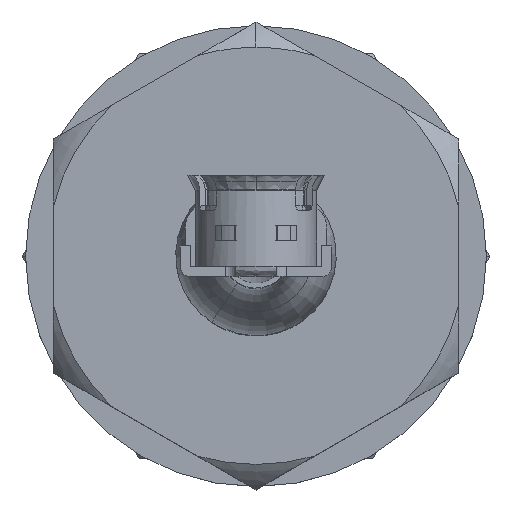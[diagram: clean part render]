
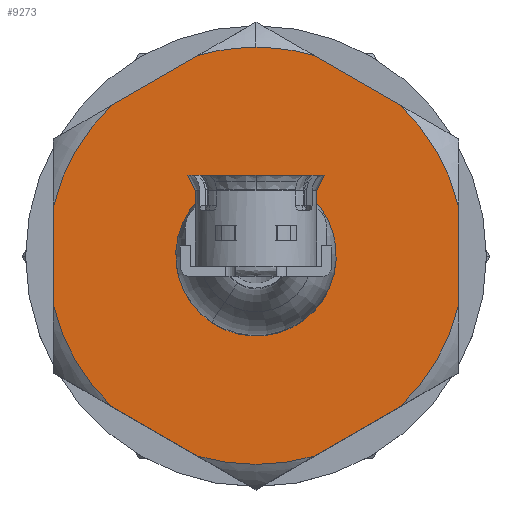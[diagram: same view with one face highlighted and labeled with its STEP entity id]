
A CAD part, top view. The second image highlights one B-rep face of the part: STEP entity #9273.
In plain terms, the highlighted planar face has unit normal (0, 0, 1).
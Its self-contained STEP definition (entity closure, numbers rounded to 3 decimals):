
#305 = VECTOR ( 'NONE', #8892, 1000. ) ;
#489 = AXIS2_PLACEMENT_3D ( 'NONE', #612, #15227, #15169 ) ;
#527 = CIRCLE ( 'NONE', #4778, 4.119 ) ;
#559 = CARTESIAN_POINT ( 'NONE',  ( 1.149, 3.955, 0. ) ) ;
#571 = EDGE_CURVE ( 'NONE', #13153, #4361, #9689, .T. ) ;
#612 = CARTESIAN_POINT ( 'NONE',  ( 0., 0., 0. ) ) ;
#834 = VERTEX_POINT ( 'NONE', #10406 ) ;
#1008 = DIRECTION ( 'NONE',  ( 1., 0., 0. ) ) ;
#1118 = PLANE ( 'NONE',  #15901 ) ;
#1284 = FACE_OUTER_BOUND ( 'NONE', #1922, .T. ) ;
#1350 = VERTEX_POINT ( 'NONE', #4384 ) ;
#1426 = LINE ( 'NONE', #6842, #15075 ) ;
#1661 = CARTESIAN_POINT ( 'NONE',  ( 0., 0., 0. ) ) ;
#1673 = FACE_BOUND ( 'NONE', #5462, .T. ) ;
#1826 = VERTEX_POINT ( 'NONE', #2656 ) ;
#1850 = EDGE_CURVE ( 'NONE', #1350, #8944, #6929, .T. ) ;
#1922 = EDGE_LOOP ( 'NONE', ( #4134, #14624, #6691, #12961, #2463, #7858, #6269, #10799, #6248, #5857, #14763, #11349, #14901 ) ) ;
#1953 = DIRECTION ( 'NONE',  ( 1., 0., 0. ) ) ;
#2008 = AXIS2_PLACEMENT_3D ( 'NONE', #3158, #3210, #1953 ) ;
#2047 = VECTOR ( 'NONE', #2789, 1000. ) ;
#2345 = EDGE_CURVE ( 'NONE', #7461, #4435, #12289, .T. ) ;
#2394 = CIRCLE ( 'NONE', #14105, 4.119 ) ;
#2463 = ORIENTED_EDGE ( 'NONE', *, *, #1850, .T. ) ;
#2543 = VERTEX_POINT ( 'NONE', #3551 ) ;
#2561 = AXIS2_PLACEMENT_3D ( 'NONE', #3831, #12439, #8546 ) ;
#2587 = EDGE_CURVE ( 'NONE', #4986, #6965, #14391, .T. ) ;
#2656 = CARTESIAN_POINT ( 'NONE',  ( -2.851, -2.973, 0. ) ) ;
#2717 = CARTESIAN_POINT ( 'NONE',  ( 4., 0.982, 0. ) ) ;
#2789 = DIRECTION ( 'NONE',  ( 0., 1., 0. ) ) ;
#2824 = EDGE_CURVE ( 'NONE', #11826, #4435, #5709, .T. ) ;
#3155 = VERTEX_POINT ( 'NONE', #7450 ) ;
#3158 = CARTESIAN_POINT ( 'NONE',  ( 0., 0., 0. ) ) ;
#3210 = DIRECTION ( 'NONE',  ( 0., 0., 1. ) ) ;
#3285 = LINE ( 'NONE', #10965, #10247 ) ;
#3312 = CARTESIAN_POINT ( 'NONE',  ( 0., 0., 0. ) ) ;
#3400 = CARTESIAN_POINT ( 'NONE',  ( -1.149, -3.955, 0. ) ) ;
#3403 = CARTESIAN_POINT ( 'NONE',  ( 1.149, -3.955, 0. ) ) ;
#3451 = LINE ( 'NONE', #13093, #8642 ) ;
#3551 = CARTESIAN_POINT ( 'NONE',  ( 2.851, 2.973, 0. ) ) ;
#3574 = LINE ( 'NONE', #5127, #305 ) ;
#3625 = ORIENTED_EDGE ( 'NONE', *, *, #571, .F. ) ;
#3772 = DIRECTION ( 'NONE',  ( 0., 0., 1. ) ) ;
#3831 = CARTESIAN_POINT ( 'NONE',  ( 0., 0., 0. ) ) ;
#4134 = ORIENTED_EDGE ( 'NONE', *, *, #8118, .F. ) ;
#4361 = VERTEX_POINT ( 'NONE', #9241 ) ;
#4384 = CARTESIAN_POINT ( 'NONE',  ( 0., 4.119, 0. ) ) ;
#4435 = VERTEX_POINT ( 'NONE', #3403 ) ;
#4778 = AXIS2_PLACEMENT_3D ( 'NONE', #6061, #8381, #1008 ) ;
#4986 = VERTEX_POINT ( 'NONE', #9018 ) ;
#4989 = CARTESIAN_POINT ( 'NONE',  ( -4., 0.982, 0. ) ) ;
#5052 = VERTEX_POINT ( 'NONE', #2717 ) ;
#5127 = CARTESIAN_POINT ( 'NONE',  ( 2., 3.464, 0. ) ) ;
#5270 = DIRECTION ( 'NONE',  ( 0., 0., 1. ) ) ;
#5272 = CIRCLE ( 'NONE', #489, 4.119 ) ;
#5462 = EDGE_LOOP ( 'NONE', ( #3625, #11423 ) ) ;
#5590 = CARTESIAN_POINT ( 'NONE',  ( 1.25, 0., 0. ) ) ;
#5709 = LINE ( 'NONE', #5785, #14375 ) ;
#5785 = CARTESIAN_POINT ( 'NONE',  ( 2., -3.464, 0. ) ) ;
#5857 = ORIENTED_EDGE ( 'NONE', *, *, #15209, .F. ) ;
#5949 = DIRECTION ( 'NONE',  ( 0., 0., 1. ) ) ;
#6043 = AXIS2_PLACEMENT_3D ( 'NONE', #3312, #5949, #7148 ) ;
#6061 = CARTESIAN_POINT ( 'NONE',  ( 0., 0., 0. ) ) ;
#6248 = ORIENTED_EDGE ( 'NONE', *, *, #12473, .T. ) ;
#6269 = ORIENTED_EDGE ( 'NONE', *, *, #11677, .T. ) ;
#6407 = EDGE_CURVE ( 'NONE', #15082, #2543, #3574, .T. ) ;
#6691 = ORIENTED_EDGE ( 'NONE', *, *, #6407, .F. ) ;
#6837 = EDGE_CURVE ( 'NONE', #3155, #8944, #1426, .T. ) ;
#6842 = CARTESIAN_POINT ( 'NONE',  ( -2., 3.464, 0. ) ) ;
#6929 = CIRCLE ( 'NONE', #6978, 4.119 ) ;
#6965 = VERTEX_POINT ( 'NONE', #4989 ) ;
#6978 = AXIS2_PLACEMENT_3D ( 'NONE', #12617, #8792, #10203 ) ;
#7148 = DIRECTION ( 'NONE',  ( 0., 1., 0. ) ) ;
#7450 = CARTESIAN_POINT ( 'NONE',  ( -2.851, 2.973, 0. ) ) ;
#7461 = VERTEX_POINT ( 'NONE', #3400 ) ;
#7574 = DIRECTION ( 'NONE',  ( 0., 1., 0. ) ) ;
#7745 = CARTESIAN_POINT ( 'NONE',  ( -1.149, 3.955, 0. ) ) ;
#7858 = ORIENTED_EDGE ( 'NONE', *, *, #6837, .F. ) ;
#8118 = EDGE_CURVE ( 'NONE', #5052, #834, #3285, .T. ) ;
#8381 = DIRECTION ( 'NONE',  ( 0., 0., 1. ) ) ;
#8546 = DIRECTION ( 'NONE',  ( 1., 0., 0. ) ) ;
#8642 = VECTOR ( 'NONE', #12160, 1000. ) ;
#8792 = DIRECTION ( 'NONE',  ( 0., 0., 1. ) ) ;
#8892 = DIRECTION ( 'NONE',  ( 0.866, -0.5, 0. ) ) ;
#8944 = VERTEX_POINT ( 'NONE', #7745 ) ;
#9018 = CARTESIAN_POINT ( 'NONE',  ( -4., -0.982, 0. ) ) ;
#9241 = CARTESIAN_POINT ( 'NONE',  ( -1.25, 0., 0. ) ) ;
#9273 = ADVANCED_FACE ( 'NONE', ( #1673, #1284 ), #1118, .T. ) ;
#9372 = CIRCLE ( 'NONE', #2008, 1.25 ) ;
#9499 = EDGE_CURVE ( 'NONE', #4361, #13153, #9372, .T. ) ;
#9585 = DIRECTION ( 'NONE',  ( 0.866, 0.5, 0. ) ) ;
#9689 = CIRCLE ( 'NONE', #2561, 1.25 ) ;
#9909 = EDGE_CURVE ( 'NONE', #5052, #2543, #2394, .T. ) ;
#10019 = CIRCLE ( 'NONE', #15286, 4.119 ) ;
#10121 = EDGE_CURVE ( 'NONE', #15082, #1350, #15021, .T. ) ;
#10203 = DIRECTION ( 'NONE',  ( 0., 1., 0. ) ) ;
#10247 = VECTOR ( 'NONE', #12295, 1000. ) ;
#10406 = CARTESIAN_POINT ( 'NONE',  ( 4., -0.982, 0. ) ) ;
#10799 = ORIENTED_EDGE ( 'NONE', *, *, #2587, .F. ) ;
#10831 = CARTESIAN_POINT ( 'NONE',  ( 0., 0., 0. ) ) ;
#10965 = CARTESIAN_POINT ( 'NONE',  ( 4., 0., 0. ) ) ;
#10984 = DIRECTION ( 'NONE',  ( 0., 0., 1. ) ) ;
#11322 = CARTESIAN_POINT ( 'NONE',  ( 4.2, -4.325, 0. ) ) ;
#11349 = ORIENTED_EDGE ( 'NONE', *, *, #2824, .F. ) ;
#11423 = ORIENTED_EDGE ( 'NONE', *, *, #9499, .F. ) ;
#11677 = EDGE_CURVE ( 'NONE', #3155, #6965, #527, .T. ) ;
#11826 = VERTEX_POINT ( 'NONE', #12310 ) ;
#12056 = DIRECTION ( 'NONE',  ( 1., 0., 0. ) ) ;
#12160 = DIRECTION ( 'NONE',  ( -0.866, 0.5, 0. ) ) ;
#12289 = CIRCLE ( 'NONE', #15202, 4.119 ) ;
#12295 = DIRECTION ( 'NONE',  ( 0., -1., 0. ) ) ;
#12310 = CARTESIAN_POINT ( 'NONE',  ( 2.851, -2.973, 0. ) ) ;
#12439 = DIRECTION ( 'NONE',  ( 0., 0., 1. ) ) ;
#12473 = EDGE_CURVE ( 'NONE', #4986, #1826, #5272, .T. ) ;
#12617 = CARTESIAN_POINT ( 'NONE',  ( 0., 0., 0. ) ) ;
#12651 = CARTESIAN_POINT ( 'NONE',  ( -4., 0., 0. ) ) ;
#12961 = ORIENTED_EDGE ( 'NONE', *, *, #10121, .T. ) ;
#12983 = DIRECTION ( 'NONE',  ( 0., 1., 0. ) ) ;
#13036 = CARTESIAN_POINT ( 'NONE',  ( 0., 0., 0. ) ) ;
#13093 = CARTESIAN_POINT ( 'NONE',  ( -2., -3.464, 0. ) ) ;
#13153 = VERTEX_POINT ( 'NONE', #5590 ) ;
#14105 = AXIS2_PLACEMENT_3D ( 'NONE', #1661, #5270, #15156 ) ;
#14163 = DIRECTION ( 'NONE',  ( 0., 0., 1. ) ) ;
#14375 = VECTOR ( 'NONE', #15619, 1000. ) ;
#14391 = LINE ( 'NONE', #12651, #2047 ) ;
#14624 = ORIENTED_EDGE ( 'NONE', *, *, #9909, .T. ) ;
#14763 = ORIENTED_EDGE ( 'NONE', *, *, #2345, .T. ) ;
#14901 = ORIENTED_EDGE ( 'NONE', *, *, #15343, .T. ) ;
#15021 = CIRCLE ( 'NONE', #6043, 4.119 ) ;
#15075 = VECTOR ( 'NONE', #9585, 1000. ) ;
#15082 = VERTEX_POINT ( 'NONE', #559 ) ;
#15156 = DIRECTION ( 'NONE',  ( 1., 0., 0. ) ) ;
#15169 = DIRECTION ( 'NONE',  ( 0., 1., 0. ) ) ;
#15202 = AXIS2_PLACEMENT_3D ( 'NONE', #13036, #14163, #12983 ) ;
#15209 = EDGE_CURVE ( 'NONE', #7461, #1826, #3451, .T. ) ;
#15227 = DIRECTION ( 'NONE',  ( 0., 0., 1. ) ) ;
#15286 = AXIS2_PLACEMENT_3D ( 'NONE', #10831, #10984, #12056 ) ;
#15343 = EDGE_CURVE ( 'NONE', #11826, #834, #10019, .T. ) ;
#15619 = DIRECTION ( 'NONE',  ( -0.866, -0.5, 0. ) ) ;
#15901 = AXIS2_PLACEMENT_3D ( 'NONE', #11322, #3772, #7574 ) ;
